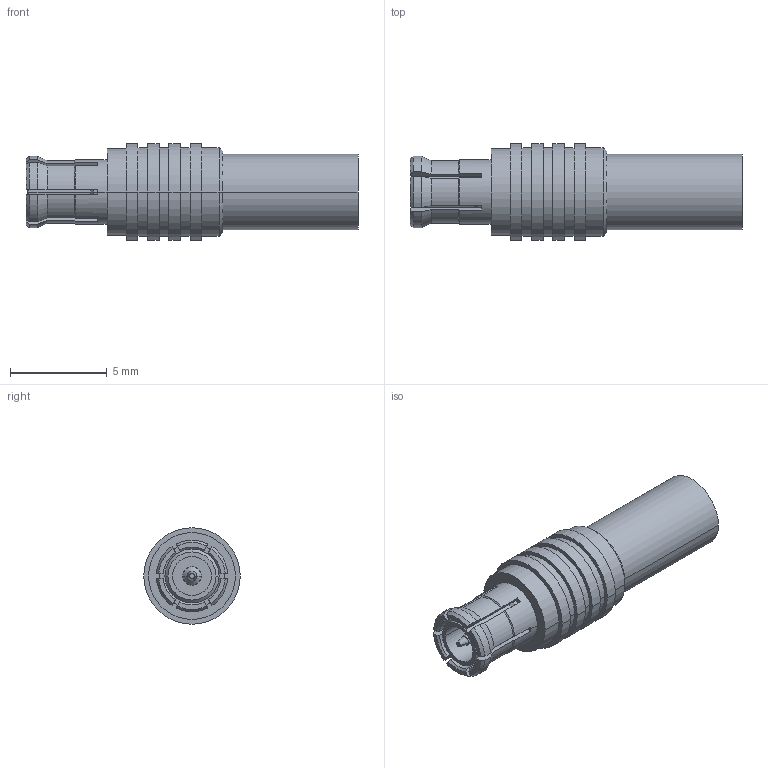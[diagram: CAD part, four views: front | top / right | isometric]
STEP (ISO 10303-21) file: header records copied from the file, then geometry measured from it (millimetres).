
FILE_DESCRIPTION((''),'2;1');
FILE_NAME('919-388P-51S','2016-07-18T',('Rajagopal'),(''),'PRO/ENGINEER BY PARAMETRIC TECHNOLOGY CORPORATION, 2014440','PRO/ENGINEER BY PARAMETRIC TECHNOLOGY CORPORATION, 2014440','');
FILE_SCHEMA(('CONFIG_CONTROL_DESIGN'));
Length unit declared in the file: millimetre
Products named in the file (1): 919-388P-51S
Bounding box: 17.2 x 5 x 5 mm (x, y, z)
Surface area: 572.5 mm2 (no closed solid volume)
Topology: 0 solids, 8 shells, 154 faces, 395 edges, 257 vertices
Faces by surface type: cylinder 62, cone 48, plane 44
Entity records: 4908 total; most frequent: CARTESIAN_POINT 1077, DIRECTION 837, ORIENTED_EDGE 752, EDGE_CURVE 393, AXIS2_PLACEMENT_3D 344, VERTEX_POINT 257, CIRCLE 190, EDGE_LOOP 173
